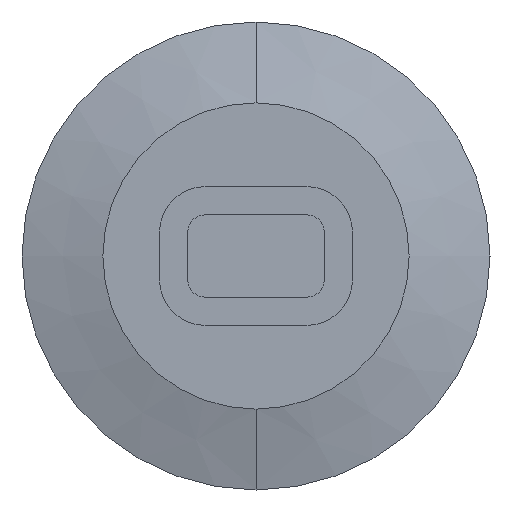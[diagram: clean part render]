
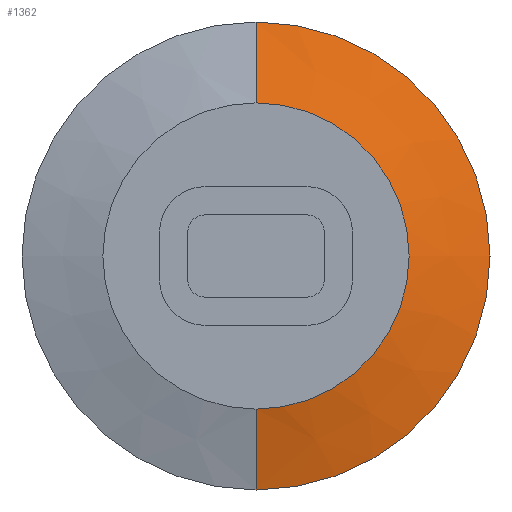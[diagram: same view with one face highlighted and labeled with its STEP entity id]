
A CAD part, front view. The second image highlights one B-rep face of the part: STEP entity #1362.
In plain terms, the highlighted conical face has half-angle 75 degrees and reference radius 27.432 mm.
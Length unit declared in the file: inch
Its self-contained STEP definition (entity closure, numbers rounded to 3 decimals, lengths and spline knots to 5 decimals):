
#42 = ORIENTED_EDGE ( 'NONE', *, *, #580, .T. ) ;
#52 = CARTESIAN_POINT ( 'NONE',  ( 0., 0.075, 0. ) ) ;
#59 = DIRECTION ( 'NONE',  ( 0., 0.259, 0.966 ) ) ;
#82 = CARTESIAN_POINT ( 'NONE',  ( 0., 0.175, 0. ) ) ;
#109 = CARTESIAN_POINT ( 'NONE',  ( 0., 0.175, 1.08 ) ) ;
#132 = VERTEX_POINT ( 'NONE', #909 ) ;
#187 = DIRECTION ( 'NONE',  ( 0., -1., 0. ) ) ;
#228 = FACE_OUTER_BOUND ( 'NONE', #1338, .T. ) ;
#318 = DIRECTION ( 'NONE',  ( 0., 0., -1. ) ) ;
#319 = ORIENTED_EDGE ( 'NONE', *, *, #578, .F. ) ;
#324 = ORIENTED_EDGE ( 'NONE', *, *, #881, .F. ) ;
#344 = VERTEX_POINT ( 'NONE', #497 ) ;
#386 = ORIENTED_EDGE ( 'NONE', *, *, #583, .T. ) ;
#407 = CARTESIAN_POINT ( 'NONE',  ( 0., 0.175, 1.08 ) ) ;
#475 = DIRECTION ( 'NONE',  ( 0., 0., -1. ) ) ;
#497 = CARTESIAN_POINT ( 'NONE',  ( 0., 0.075, -0.70679 ) ) ;
#511 = DIRECTION ( 'NONE',  ( 0., 0.259, -0.966 ) ) ;
#539 = LINE ( 'NONE', #1177, #589 ) ;
#578 = EDGE_CURVE ( 'NONE', #1227, #1361, #1073, .T. ) ;
#580 = EDGE_CURVE ( 'NONE', #344, #132, #539, .T. ) ;
#583 = EDGE_CURVE ( 'NONE', #132, #1361, #1266, .T. ) ;
#589 = VECTOR ( 'NONE', #511, 39.37008 ) ;
#661 = CARTESIAN_POINT ( 'NONE',  ( 0., 0.175, 0. ) ) ;
#672 = DIRECTION ( 'NONE',  ( 0., -1., 0. ) ) ;
#881 = EDGE_CURVE ( 'NONE', #344, #1227, #1329, .T. ) ;
#909 = CARTESIAN_POINT ( 'NONE',  ( 0., 0.175, -1.08 ) ) ;
#946 = AXIS2_PLACEMENT_3D ( 'NONE', #661, #672, #318 ) ;
#981 = CONICAL_SURFACE ( 'NONE', #1098, 1.08, 1.309 ) ;
#1015 = CARTESIAN_POINT ( 'NONE',  ( 0., 0.075, 0.70679 ) ) ;
#1052 = AXIS2_PLACEMENT_3D ( 'NONE', #52, #187, #475 ) ;
#1073 = LINE ( 'NONE', #109, #1191 ) ;
#1098 = AXIS2_PLACEMENT_3D ( 'NONE', #82, #1168, #1314 ) ;
#1168 = DIRECTION ( 'NONE',  ( 0., 1., 0. ) ) ;
#1177 = CARTESIAN_POINT ( 'NONE',  ( 0., 0.175, -1.08 ) ) ;
#1191 = VECTOR ( 'NONE', #59, 39.37008 ) ;
#1227 = VERTEX_POINT ( 'NONE', #1015 ) ;
#1266 = CIRCLE ( 'NONE', #946, 1.08 ) ;
#1314 = DIRECTION ( 'NONE',  ( 0., 0., 1. ) ) ;
#1329 = CIRCLE ( 'NONE', #1052, 0.70679 ) ;
#1338 = EDGE_LOOP ( 'NONE', ( #324, #42, #386, #319 ) ) ;
#1361 = VERTEX_POINT ( 'NONE', #407 ) ;
#1362 = ADVANCED_FACE ( 'NONE', ( #228 ), #981, .T. ) ;
